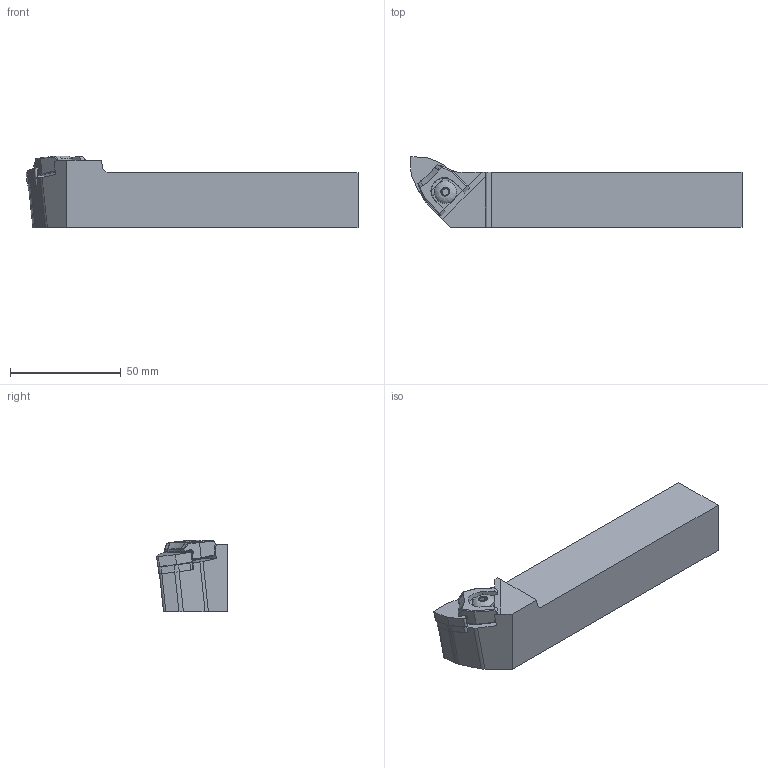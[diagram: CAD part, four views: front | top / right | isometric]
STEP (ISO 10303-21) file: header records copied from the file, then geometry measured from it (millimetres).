
FILE_DESCRIPTION(/* description */ (''),/* implementation_level */ '2;1');
FILE_NAME(/* name */ 'MWLNL-2525-M06.stp',/* time_stamp */ '2023-10-04T09:18:20+03:00',/* author */ (''),/* organization */ (''),/* preprocessor_version */ 'ST-DEVELOPER v19.4',/* originating_system */ 'SIEMENS PLM Software NX2306.3001',/* authorisation */ '');
FILE_SCHEMA (('AUTOMOTIVE_DESIGN { 1 0 10303 214 3 1 1 1 }'));
Length unit declared in the file: millimetre
Products named in the file (1): MWLNR-2525-M06
Bounding box: 150 x 32 x 32.51 mm (x, y, z)
Volume: 93183.8 mm3; surface area: 17650.3 mm2
Topology: 2 solids, 2 shells, 182 faces, 485 edges, 307 vertices
Faces by surface type: plane 77, cylinder 61, bspline 29, torus 8, sphere 4, cone 2, extrusion 1
Full cylindrical faces by diameter (mm): 10 x1
Entity records: 12365 total; most frequent: CARTESIAN_POINT 7985, ORIENTED_EDGE 960, DIRECTION 808, EDGE_CURVE 480, VERTEX_POINT 305, AXIS2_PLACEMENT_3D 285, VECTOR 238, LINE 237
